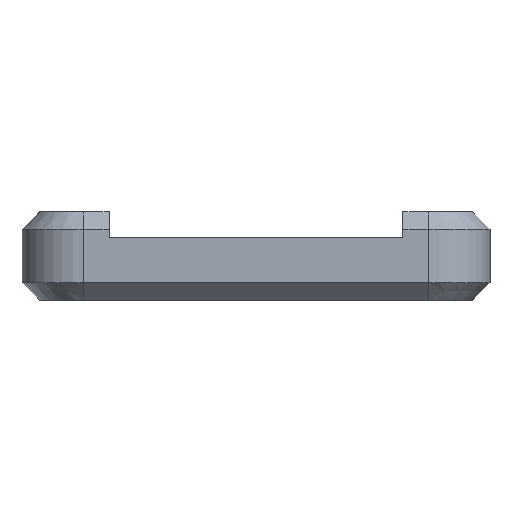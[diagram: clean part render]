
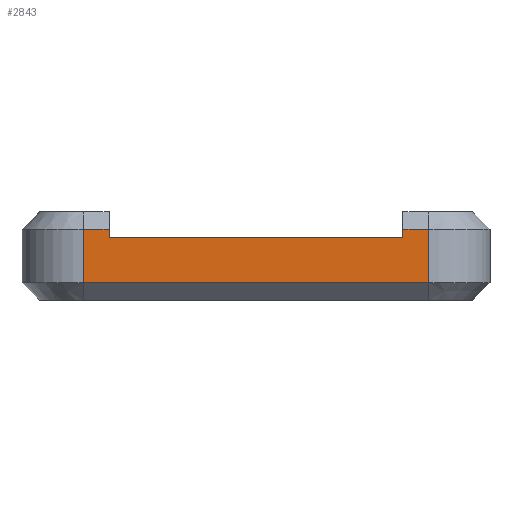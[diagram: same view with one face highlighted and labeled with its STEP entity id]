
A CAD part, left-side view. The second image highlights one B-rep face of the part: STEP entity #2843.
In plain terms, the highlighted planar face has unit normal (-1, 0, 0).
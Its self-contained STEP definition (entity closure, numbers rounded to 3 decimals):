
#187=FACE_OUTER_BOUND('',#341,.T.);
#341=EDGE_LOOP('',(#2476,#2477,#2478,#2479,#2480,#2481,#2482,#2483));
#490=LINE('',#4000,#824);
#496=LINE('',#4012,#830);
#575=LINE('',#4213,#909);
#579=LINE('',#4220,#913);
#584=LINE('',#4228,#918);
#669=LINE('',#4446,#1003);
#758=LINE('',#4665,#1092);
#759=LINE('',#4667,#1093);
#824=VECTOR('',#3180,10.);
#830=VECTOR('',#3188,10.);
#909=VECTOR('',#3351,10.);
#913=VECTOR('',#3359,10.);
#918=VECTOR('',#3366,10.);
#1003=VECTOR('',#3593,10.);
#1092=VECTOR('',#3810,10.);
#1093=VECTOR('',#3813,10.);
#1166=VERTEX_POINT('',#3997);
#1167=VERTEX_POINT('',#3999);
#1169=VERTEX_POINT('',#4005);
#1172=VERTEX_POINT('',#4010);
#1251=VERTEX_POINT('',#4210);
#1252=VERTEX_POINT('',#4212);
#1315=VERTEX_POINT('',#4438);
#1317=VERTEX_POINT('',#4444);
#1430=EDGE_CURVE('',#1166,#1167,#490,.T.);
#1436=EDGE_CURVE('',#1172,#1169,#496,.T.);
#1533=EDGE_CURVE('',#1252,#1251,#575,.T.);
#1537=EDGE_CURVE('',#1251,#1169,#579,.T.);
#1542=EDGE_CURVE('',#1166,#1252,#584,.T.);
#1660=EDGE_CURVE('',#1317,#1315,#669,.T.);
#1772=EDGE_CURVE('',#1172,#1315,#758,.T.);
#1773=EDGE_CURVE('',#1317,#1167,#759,.T.);
#2476=ORIENTED_EDGE('',*,*,#1660,.F.);
#2477=ORIENTED_EDGE('',*,*,#1773,.T.);
#2478=ORIENTED_EDGE('',*,*,#1430,.F.);
#2479=ORIENTED_EDGE('',*,*,#1542,.T.);
#2480=ORIENTED_EDGE('',*,*,#1533,.T.);
#2481=ORIENTED_EDGE('',*,*,#1537,.T.);
#2482=ORIENTED_EDGE('',*,*,#1436,.F.);
#2483=ORIENTED_EDGE('',*,*,#1772,.T.);
#2702=PLANE('',#3082);
#2843=ADVANCED_FACE('',(#187),#2702,.T.);
#3082=AXIS2_PLACEMENT_3D('',#4666,#3811,#3812);
#3180=DIRECTION('',(0.,-1.,0.));
#3188=DIRECTION('',(0.,-1.,0.));
#3351=DIRECTION('',(0.,1.,0.));
#3359=DIRECTION('',(0.,0.,1.));
#3366=DIRECTION('',(0.,0.,-1.));
#3593=DIRECTION('',(0.,1.,0.));
#3810=DIRECTION('',(0.,0.,-1.));
#3811=DIRECTION('center_axis',(-1.,0.,0.));
#3812=DIRECTION('ref_axis',(0.,1.,0.));
#3813=DIRECTION('',(0.,0.,1.));
#3997=CARTESIAN_POINT('',(-47.6,-17.,3.));
#3999=CARTESIAN_POINT('',(-47.6,-20.,3.));
#4000=CARTESIAN_POINT('',(-47.6,10.,3.));
#4005=CARTESIAN_POINT('',(-47.6,17.,3.));
#4010=CARTESIAN_POINT('',(-47.6,20.,3.));
#4012=CARTESIAN_POINT('',(-47.6,10.,3.));
#4210=CARTESIAN_POINT('',(-47.6,17.,2.));
#4212=CARTESIAN_POINT('',(-47.6,-17.,2.));
#4213=CARTESIAN_POINT('',(-47.6,18.5,2.));
#4220=CARTESIAN_POINT('',(-47.6,17.,1.8));
#4228=CARTESIAN_POINT('',(-47.6,-17.,1.));
#4438=CARTESIAN_POINT('',(-47.6,20.,-3.2));
#4444=CARTESIAN_POINT('',(-47.6,-20.,-3.2));
#4446=CARTESIAN_POINT('',(-47.6,0.,-3.2));
#4665=CARTESIAN_POINT('',(-47.6,20.,-2.));
#4666=CARTESIAN_POINT('Origin',(-47.6,-20.,-2.));
#4667=CARTESIAN_POINT('',(-47.6,-20.,0.));
